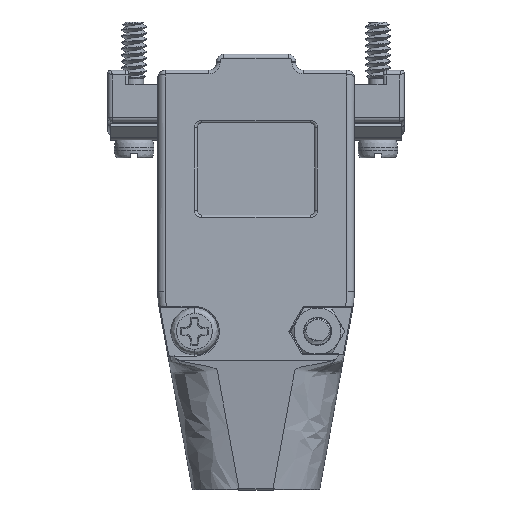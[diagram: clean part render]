
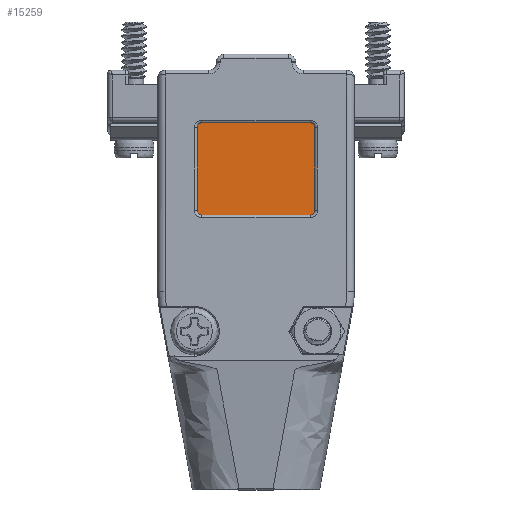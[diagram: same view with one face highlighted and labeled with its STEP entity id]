
A CAD part, top view. The second image highlights one B-rep face of the part: STEP entity #15259.
In plain terms, the highlighted planar face has unit normal (0, 0, 1).
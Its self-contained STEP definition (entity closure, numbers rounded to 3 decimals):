
#86 = CARTESIAN_POINT ( 'NONE',  ( -6.934, 16.332, 58.417 ) ) ;
#309 = CARTESIAN_POINT ( 'NONE',  ( -18.434, 7.032, 58.417 ) ) ;
#434 = ORIENTED_EDGE ( 'NONE', *, *, #33387, .T. ) ;
#464 = CARTESIAN_POINT ( 'NONE',  ( -18.434, 7.532, 58.417 ) ) ;
#874 = EDGE_CURVE ( 'NONE', #17433, #36875, #2759, .T. ) ;
#1256 = CIRCLE ( 'NONE', #25515, 0.5 ) ;
#1481 = CARTESIAN_POINT ( 'NONE',  ( -6.434, 16.832, 58.417 ) ) ;
#1716 = CARTESIAN_POINT ( 'NONE',  ( -6.434, 16.332, 58.417 ) ) ;
#1931 = VECTOR ( 'NONE', #28106, 1000. ) ;
#2143 = AXIS2_PLACEMENT_3D ( 'NONE', #86, #23786, #8973 ) ;
#2468 = CARTESIAN_POINT ( 'NONE',  ( -6.434, 7.532, 58.417 ) ) ;
#2754 = CARTESIAN_POINT ( 'NONE',  ( -18.434, 16.832, 58.417 ) ) ;
#2759 = CIRCLE ( 'NONE', #22635, 0.5 ) ;
#3363 = ORIENTED_EDGE ( 'NONE', *, *, #37564, .T. ) ;
#4188 = VERTEX_POINT ( 'NONE', #32546 ) ;
#4398 = LINE ( 'NONE', #1481, #27052 ) ;
#4577 = DIRECTION ( 'NONE',  ( -1., 0., 0. ) ) ;
#4699 = CARTESIAN_POINT ( 'NONE',  ( -12.684, 20.042, 58.417 ) ) ;
#7294 = ORIENTED_EDGE ( 'NONE', *, *, #33285, .T. ) ;
#8385 = DIRECTION ( 'NONE',  ( 0., -1., 0. ) ) ;
#8639 = CARTESIAN_POINT ( 'NONE',  ( -18.434, 16.332, 58.417 ) ) ;
#8973 = DIRECTION ( 'NONE',  ( 0., 1., 0. ) ) ;
#9249 = ORIENTED_EDGE ( 'NONE', *, *, #32202, .T. ) ;
#9848 = CARTESIAN_POINT ( 'NONE',  ( -18.934, 7.532, 58.417 ) ) ;
#10167 = ORIENTED_EDGE ( 'NONE', *, *, #874, .T. ) ;
#10343 = CARTESIAN_POINT ( 'NONE',  ( -18.934, 16.832, 58.417 ) ) ;
#12230 = VECTOR ( 'NONE', #4577, 1000. ) ;
#12313 = VERTEX_POINT ( 'NONE', #309 ) ;
#13064 = LINE ( 'NONE', #10343, #12230 ) ;
#15259 = ADVANCED_FACE ( 'NONE', ( #16915 ), #28414, .T. ) ;
#15403 = DIRECTION ( 'NONE',  ( 0., 1., 0. ) ) ;
#15460 = EDGE_CURVE ( 'NONE', #4188, #35653, #21778, .T. ) ;
#16915 = FACE_OUTER_BOUND ( 'NONE', #21583, .T. ) ;
#17433 = VERTEX_POINT ( 'NONE', #2754 ) ;
#18456 = CARTESIAN_POINT ( 'NONE',  ( -18.934, 7.032, 58.417 ) ) ;
#19463 = AXIS2_PLACEMENT_3D ( 'NONE', #4699, #20239, #28593 ) ;
#20185 = ORIENTED_EDGE ( 'NONE', *, *, #15460, .T. ) ;
#20239 = DIRECTION ( 'NONE',  ( 0., 0., 1. ) ) ;
#21583 = EDGE_LOOP ( 'NONE', ( #34994, #7294, #434, #20185, #3363, #37386, #9249, #10167 ) ) ;
#21778 = CIRCLE ( 'NONE', #34885, 0.5 ) ;
#22635 = AXIS2_PLACEMENT_3D ( 'NONE', #8639, #25473, #32643 ) ;
#23666 = VERTEX_POINT ( 'NONE', #9848 ) ;
#23786 = DIRECTION ( 'NONE',  ( 0., 0., 1. ) ) ;
#24405 = VECTOR ( 'NONE', #8385, 1000. ) ;
#24741 = CARTESIAN_POINT ( 'NONE',  ( -6.934, 16.832, 58.417 ) ) ;
#25473 = DIRECTION ( 'NONE',  ( 0., 0., 1. ) ) ;
#25515 = AXIS2_PLACEMENT_3D ( 'NONE', #464, #30211, #15403 ) ;
#27052 = VECTOR ( 'NONE', #32810, 1000. ) ;
#28106 = DIRECTION ( 'NONE',  ( 1., 0., 0. ) ) ;
#28226 = CIRCLE ( 'NONE', #2143, 0.5 ) ;
#28414 = PLANE ( 'NONE',  #19463 ) ;
#28593 = DIRECTION ( 'NONE',  ( 0., 1., 0. ) ) ;
#28992 = VERTEX_POINT ( 'NONE', #24741 ) ;
#29324 = CARTESIAN_POINT ( 'NONE',  ( -18.934, 16.332, 58.417 ) ) ;
#30211 = DIRECTION ( 'NONE',  ( 0., 0., 1. ) ) ;
#31424 = VERTEX_POINT ( 'NONE', #1716 ) ;
#32202 = EDGE_CURVE ( 'NONE', #28992, #17433, #13064, .T. ) ;
#32466 = EDGE_CURVE ( 'NONE', #31424, #28992, #28226, .T. ) ;
#32546 = CARTESIAN_POINT ( 'NONE',  ( -6.934, 7.032, 58.417 ) ) ;
#32643 = DIRECTION ( 'NONE',  ( 0., 1., 0. ) ) ;
#32810 = DIRECTION ( 'NONE',  ( 0., 1., 0. ) ) ;
#33285 = EDGE_CURVE ( 'NONE', #23666, #12313, #1256, .T. ) ;
#33387 = EDGE_CURVE ( 'NONE', #12313, #4188, #35980, .T. ) ;
#34233 = DIRECTION ( 'NONE',  ( 0., 1., 0. ) ) ;
#34885 = AXIS2_PLACEMENT_3D ( 'NONE', #37747, #37558, #34233 ) ;
#34994 = ORIENTED_EDGE ( 'NONE', *, *, #36144, .T. ) ;
#35101 = LINE ( 'NONE', #38238, #24405 ) ;
#35653 = VERTEX_POINT ( 'NONE', #2468 ) ;
#35980 = LINE ( 'NONE', #18456, #1931 ) ;
#36144 = EDGE_CURVE ( 'NONE', #36875, #23666, #35101, .T. ) ;
#36875 = VERTEX_POINT ( 'NONE', #29324 ) ;
#37386 = ORIENTED_EDGE ( 'NONE', *, *, #32466, .T. ) ;
#37558 = DIRECTION ( 'NONE',  ( 0., 0., 1. ) ) ;
#37564 = EDGE_CURVE ( 'NONE', #35653, #31424, #4398, .T. ) ;
#37747 = CARTESIAN_POINT ( 'NONE',  ( -6.934, 7.532, 58.417 ) ) ;
#38238 = CARTESIAN_POINT ( 'NONE',  ( -18.934, 16.832, 58.417 ) ) ;
